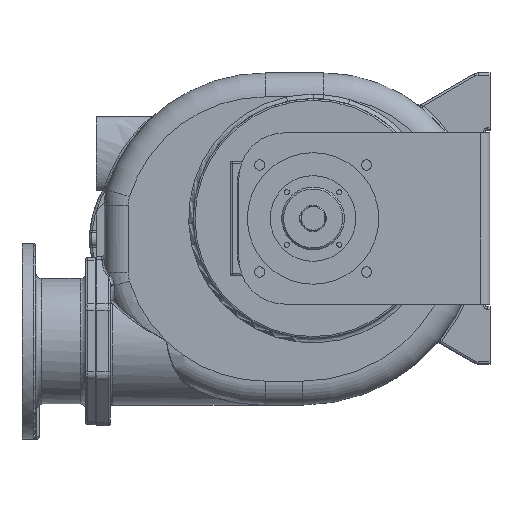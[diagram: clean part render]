
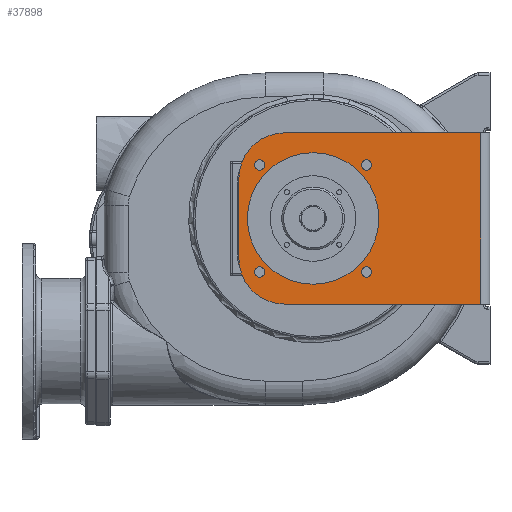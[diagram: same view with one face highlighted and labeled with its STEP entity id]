
A CAD part, left-side view. The second image highlights one B-rep face of the part: STEP entity #37898.
In plain terms, the highlighted planar face has unit normal (-1, 0, 0).
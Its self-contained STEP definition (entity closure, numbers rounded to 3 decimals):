
#16145=DIRECTION('',(0.,0.,1.));
#16146=VECTOR('',#16145,300.);
#16147=CARTESIAN_POINT('',(-572.,16.,-150.));
#16148=LINE('',#16147,#16146);
#16324=CARTESIAN_POINT('',(-572.,360.,-70.));
#16325=DIRECTION('',(1.,0.,0.));
#16326=DIRECTION('',(0.,0.,-1.));
#16327=AXIS2_PLACEMENT_3D('',#16324,#16325,#16326);
#16329=DIRECTION('',(0.,0.,1.));
#16330=VECTOR('',#16329,140.);
#16331=CARTESIAN_POINT('',(-572.,440.,-70.));
#16332=LINE('',#16331,#16330);
#16333=CARTESIAN_POINT('',(-572.,360.,70.));
#16334=DIRECTION('',(1.,0.,0.));
#16335=DIRECTION('',(0.,1.,0.));
#16336=AXIS2_PLACEMENT_3D('',#16333,#16334,#16335);
#16338=DIRECTION('',(0.,-1.,0.));
#16339=VECTOR('',#16338,344.);
#16340=CARTESIAN_POINT('',(-572.,360.,150.));
#16341=LINE('',#16340,#16339);
#16342=DIRECTION('',(0.,1.,0.));
#16343=VECTOR('',#16342,344.);
#16344=CARTESIAN_POINT('',(-572.,16.,-150.));
#16345=LINE('',#16344,#16343);
#16346=CARTESIAN_POINT('',(-572.,310.,0.));
#16347=DIRECTION('',(-1.,0.,0.));
#16348=DIRECTION('',(0.,-1.,0.));
#16349=AXIS2_PLACEMENT_3D('',#16346,#16347,#16348);
#16351=CARTESIAN_POINT('',(-572.,310.,0.));
#16352=DIRECTION('',(-1.,0.,0.));
#16353=DIRECTION('',(0.,1.,0.));
#16354=AXIS2_PLACEMENT_3D('',#16351,#16352,#16353);
#16356=CARTESIAN_POINT('',(-572.,403.692,-93.692));
#16357=DIRECTION('',(-1.,0.,0.));
#16358=DIRECTION('',(0.,-1.,0.));
#16359=AXIS2_PLACEMENT_3D('',#16356,#16357,#16358);
#16361=CARTESIAN_POINT('',(-572.,403.692,-93.692));
#16362=DIRECTION('',(-1.,0.,0.));
#16363=DIRECTION('',(0.,1.,0.));
#16364=AXIS2_PLACEMENT_3D('',#16361,#16362,#16363);
#16366=CARTESIAN_POINT('',(-572.,216.308,-93.692));
#16367=DIRECTION('',(-1.,0.,0.));
#16368=DIRECTION('',(0.,0.,1.));
#16369=AXIS2_PLACEMENT_3D('',#16366,#16367,#16368);
#16371=CARTESIAN_POINT('',(-572.,216.308,-93.692));
#16372=DIRECTION('',(-1.,0.,0.));
#16373=DIRECTION('',(0.,0.,-1.));
#16374=AXIS2_PLACEMENT_3D('',#16371,#16372,#16373);
#16376=CARTESIAN_POINT('',(-572.,216.308,93.692));
#16377=DIRECTION('',(-1.,0.,0.));
#16378=DIRECTION('',(0.,1.,0.));
#16379=AXIS2_PLACEMENT_3D('',#16376,#16377,#16378);
#16381=CARTESIAN_POINT('',(-572.,216.308,93.692));
#16382=DIRECTION('',(-1.,0.,0.));
#16383=DIRECTION('',(0.,-1.,0.));
#16384=AXIS2_PLACEMENT_3D('',#16381,#16382,#16383);
#16386=CARTESIAN_POINT('',(-572.,403.692,93.692));
#16387=DIRECTION('',(-1.,0.,0.));
#16388=DIRECTION('',(0.,0.,-1.));
#16389=AXIS2_PLACEMENT_3D('',#16386,#16387,#16388);
#16391=CARTESIAN_POINT('',(-572.,403.692,93.692));
#16392=DIRECTION('',(-1.,0.,0.));
#16393=DIRECTION('',(0.,0.,1.));
#16394=AXIS2_PLACEMENT_3D('',#16391,#16392,#16393);
#22268=CARTESIAN_POINT('',(-572.,360.,-150.));
#22270=VERTEX_POINT('',#22268);
#22271=CARTESIAN_POINT('',(-572.,194.8,0.));
#22272=CARTESIAN_POINT('',(-572.,425.2,0.));
#22273=VERTEX_POINT('',#22271);
#22274=VERTEX_POINT('',#22272);
#22279=CARTESIAN_POINT('',(-572.,16.,-150.));
#22280=VERTEX_POINT('',#22279);
#22281=CARTESIAN_POINT('',(-572.,16.,150.));
#22282=VERTEX_POINT('',#22281);
#22283=CARTESIAN_POINT('',(-572.,360.,150.));
#22284=VERTEX_POINT('',#22283);
#22331=CARTESIAN_POINT('',(-572.,440.,-70.));
#22332=VERTEX_POINT('',#22331);
#22333=CARTESIAN_POINT('',(-572.,440.,70.));
#22334=VERTEX_POINT('',#22333);
#22335=CARTESIAN_POINT('',(-572.,394.692,-93.692));
#22336=CARTESIAN_POINT('',(-572.,412.692,-93.692));
#22337=VERTEX_POINT('',#22335);
#22338=VERTEX_POINT('',#22336);
#22339=CARTESIAN_POINT('',(-572.,216.308,-84.692));
#22340=CARTESIAN_POINT('',(-572.,216.308,-102.692));
#22341=VERTEX_POINT('',#22339);
#22342=VERTEX_POINT('',#22340);
#22343=CARTESIAN_POINT('',(-572.,225.308,93.692));
#22344=CARTESIAN_POINT('',(-572.,207.308,93.692));
#22345=VERTEX_POINT('',#22343);
#22346=VERTEX_POINT('',#22344);
#22347=CARTESIAN_POINT('',(-572.,403.692,84.692));
#22348=CARTESIAN_POINT('',(-572.,403.692,102.692));
#22349=VERTEX_POINT('',#22347);
#22350=VERTEX_POINT('',#22348);
#37855=CARTESIAN_POINT('',(-572.,310.,0.));
#37856=DIRECTION('',(1.,0.,0.));
#37857=DIRECTION('',(0.,0.,-1.));
#37858=AXIS2_PLACEMENT_3D('',#37855,#37856,#37857);
#37859=PLANE('',#37858);
#37860=ORIENTED_EDGE('',*,*,#37849,.T.);
#37861=ORIENTED_EDGE('',*,*,#37590,.T.);
#37862=ORIENTED_EDGE('',*,*,#37608,.T.);
#37863=ORIENTED_EDGE('',*,*,#37622,.T.);
#37864=ORIENTED_EDGE('',*,*,#37652,.F.);
#37865=ORIENTED_EDGE('',*,*,#37836,.T.);
#37866=EDGE_LOOP('',(#37860,#37861,#37862,#37863,#37864,#37865));
#37867=FACE_OUTER_BOUND('',#37866,.F.);
#37869=ORIENTED_EDGE('',*,*,#37868,.T.);
#37871=ORIENTED_EDGE('',*,*,#37870,.T.);
#37872=EDGE_LOOP('',(#37869,#37871));
#37873=FACE_BOUND('',#37872,.F.);
#37875=ORIENTED_EDGE('',*,*,#37874,.T.);
#37877=ORIENTED_EDGE('',*,*,#37876,.T.);
#37878=EDGE_LOOP('',(#37875,#37877));
#37879=FACE_BOUND('',#37878,.F.);
#37881=ORIENTED_EDGE('',*,*,#37880,.T.);
#37883=ORIENTED_EDGE('',*,*,#37882,.T.);
#37884=EDGE_LOOP('',(#37881,#37883));
#37885=FACE_BOUND('',#37884,.F.);
#37887=ORIENTED_EDGE('',*,*,#37886,.T.);
#37889=ORIENTED_EDGE('',*,*,#37888,.T.);
#37890=EDGE_LOOP('',(#37887,#37889));
#37891=FACE_BOUND('',#37890,.F.);
#37893=ORIENTED_EDGE('',*,*,#37892,.T.);
#37895=ORIENTED_EDGE('',*,*,#37894,.T.);
#37896=EDGE_LOOP('',(#37893,#37895));
#37897=FACE_BOUND('',#37896,.F.);
#37898=ADVANCED_FACE('',(#37867,#37873,#37879,#37885,#37891,#37897),#37859,.F.);
#16328=CIRCLE('',#16327,80.);
#16337=CIRCLE('',#16336,80.);
#16350=CIRCLE('',#16349,115.2);
#16355=CIRCLE('',#16354,115.2);
#16360=CIRCLE('',#16359,9.);
#16365=CIRCLE('',#16364,9.);
#16370=CIRCLE('',#16369,9.);
#16375=CIRCLE('',#16374,9.);
#16380=CIRCLE('',#16379,9.);
#16385=CIRCLE('',#16384,9.);
#16390=CIRCLE('',#16389,9.);
#16395=CIRCLE('',#16394,9.);
#37590=EDGE_CURVE('',#22332,#22334,#16332,.T.);
#37608=EDGE_CURVE('',#22334,#22284,#16337,.T.);
#37622=EDGE_CURVE('',#22284,#22282,#16341,.T.);
#37652=EDGE_CURVE('',#22280,#22282,#16148,.T.);
#37836=EDGE_CURVE('',#22280,#22270,#16345,.T.);
#37849=EDGE_CURVE('',#22270,#22332,#16328,.T.);
#37868=EDGE_CURVE('',#22273,#22274,#16350,.T.);
#37870=EDGE_CURVE('',#22274,#22273,#16355,.T.);
#37874=EDGE_CURVE('',#22337,#22338,#16360,.T.);
#37876=EDGE_CURVE('',#22338,#22337,#16365,.T.);
#37880=EDGE_CURVE('',#22341,#22342,#16370,.T.);
#37882=EDGE_CURVE('',#22342,#22341,#16375,.T.);
#37886=EDGE_CURVE('',#22345,#22346,#16380,.T.);
#37888=EDGE_CURVE('',#22346,#22345,#16385,.T.);
#37892=EDGE_CURVE('',#22349,#22350,#16390,.T.);
#37894=EDGE_CURVE('',#22350,#22349,#16395,.T.);
